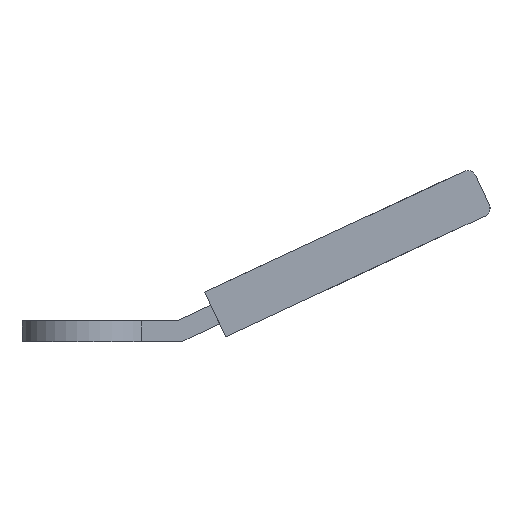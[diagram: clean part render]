
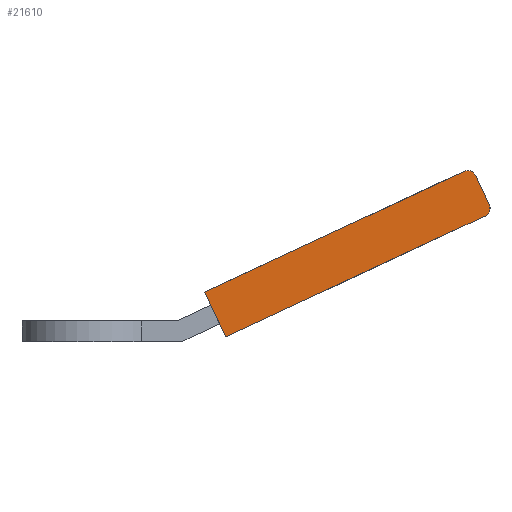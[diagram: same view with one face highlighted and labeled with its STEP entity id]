
A CAD part, left-side view. The second image highlights one B-rep face of the part: STEP entity #21610.
In plain terms, the highlighted face is planar.
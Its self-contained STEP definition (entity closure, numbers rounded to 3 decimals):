
#16380=CARTESIAN_POINT('',(0.,52.67,29.35));
#16390=DIRECTION('',(1.,0.,0.));
#16400=VECTOR('',#16390,1.);
#16410=LINE('',#16380,#16400);
#16420=CARTESIAN_POINT('',(6.081,52.67,29.35));
#16430=VERTEX_POINT('',#16420);
#16440=CARTESIAN_POINT('',(7.931,52.67,29.35));
#16450=VERTEX_POINT('',#16440);
#16460=EDGE_CURVE('',#16430,#16450,#16410,.T.);
#20290=CARTESIAN_POINT('',(8.431,53.17,29.35));
#20300=VERTEX_POINT('',#20290);
#20330=CARTESIAN_POINT('',(8.431,0.,29.35));
#20340=DIRECTION('',(0.,1.,0.));
#20350=VECTOR('',#20340,1.);
#20360=LINE('',#20330,#20350);
#20370=CARTESIAN_POINT('',(8.431,69.67,29.35));
#20380=VERTEX_POINT('',#20370);
#20390=EDGE_CURVE('',#20300,#20380,#20360,.T.);
#21220=CARTESIAN_POINT('',(0.,0.,
29.35));
#21230=DIRECTION('',(0.,0.,1.));
#21240=DIRECTION('',(1.,0.,0.));
#21250=AXIS2_PLACEMENT_3D('',#21220,#21230,#21240);
#21260=PLANE('',#21250);
#21270=CARTESIAN_POINT('',(7.931,53.17,29.35));
#21280=DIRECTION('',(0.,0.,-1.));
#21290=DIRECTION('',(-1.,0.,0.));
#21300=AXIS2_PLACEMENT_3D('',#21270,#21280,#21290);
#21310=CIRCLE('',#21300,0.5);
#21320=EDGE_CURVE('',#20300,#16450,#21310,.T.);
#21330=ORIENTED_EDGE('',*,*,#21320,.F.);
#21340=ORIENTED_EDGE('',*,*,#16460,.T.);
#21350=CARTESIAN_POINT('',(6.081,53.17,29.35));
#21360=DIRECTION('',(0.,0.,-1.));
#21370=DIRECTION('',(-1.,0.,0.));
#21380=AXIS2_PLACEMENT_3D('',#21350,#21360,#21370);
#21390=CIRCLE('',#21380,0.5);
#21400=CARTESIAN_POINT('',(5.581,53.17,29.35));
#21410=VERTEX_POINT('',#21400);
#21420=EDGE_CURVE('',#16430,#21410,#21390,.T.);
#21430=ORIENTED_EDGE('',*,*,#21420,.F.);
#21440=CARTESIAN_POINT('',(5.581,0.,29.35));
#21450=DIRECTION('',(0.,-1.,0.));
#21460=VECTOR('',#21450,1.);
#21470=LINE('',#21440,#21460);
#21480=CARTESIAN_POINT('',(5.581,69.67,29.35));
#21490=VERTEX_POINT('',#21480);
#21500=EDGE_CURVE('',#21490,#21410,#21470,.T.);
#21510=ORIENTED_EDGE('',*,*,#21500,.T.);
#21520=CARTESIAN_POINT('',(0.,69.67,29.35));
#21530=DIRECTION('',(1.,0.,0.));
#21540=VECTOR('',#21530,1.);
#21550=LINE('',#21520,#21540);
#21560=EDGE_CURVE('',#21490,#20380,#21550,.T.);
#21570=ORIENTED_EDGE('',*,*,#21560,.F.);
#21580=ORIENTED_EDGE('',*,*,#20390,.T.);
#21590=EDGE_LOOP('',(#21580,#21570,#21510,#21430,#21340,#21330));
#21600=FACE_OUTER_BOUND('',#21590,.T.);
#21610=ADVANCED_FACE('',(#21600),#21260,.T.);
